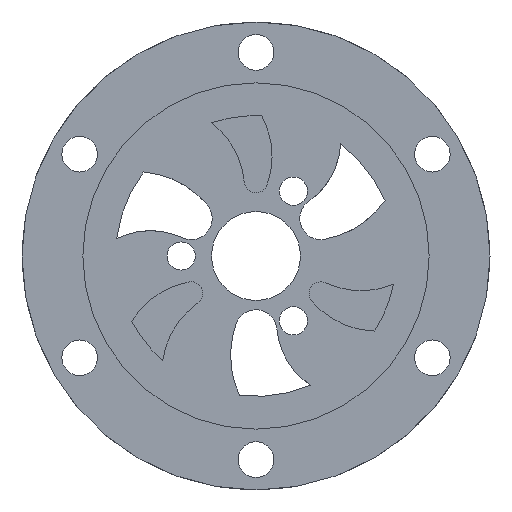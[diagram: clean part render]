
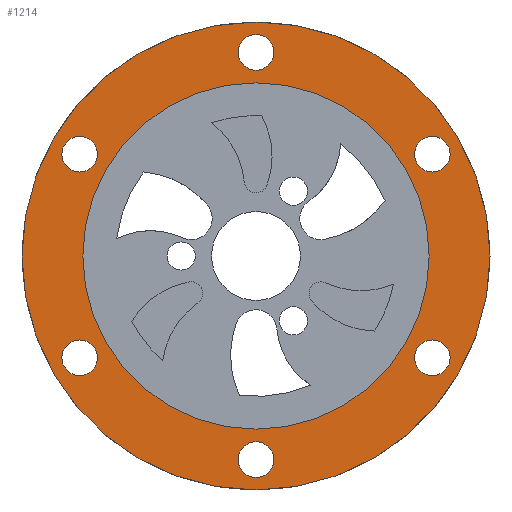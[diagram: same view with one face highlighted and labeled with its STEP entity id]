
A CAD part, front view. The second image highlights one B-rep face of the part: STEP entity #1214.
In plain terms, the highlighted planar face has unit normal (0, -1, 0).
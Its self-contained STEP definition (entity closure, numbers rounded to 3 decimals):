
#39=FACE_BOUND('',#338,.T.);
#40=FACE_BOUND('',#339,.T.);
#41=FACE_BOUND('',#340,.T.);
#42=FACE_BOUND('',#341,.T.);
#43=FACE_BOUND('',#342,.T.);
#44=FACE_BOUND('',#343,.T.);
#45=FACE_BOUND('',#344,.T.);
#126=CIRCLE('',#1343,1.905);
#127=CIRCLE('',#1345,1.905);
#128=CIRCLE('',#1347,1.905);
#129=CIRCLE('',#1349,1.905);
#130=CIRCLE('',#1351,1.905);
#131=CIRCLE('',#1353,1.905);
#138=CIRCLE('',#1362,25.);
#139=CIRCLE('',#1364,18.5);
#261=FACE_OUTER_BOUND('',#337,.T.);
#337=EDGE_LOOP('',(#1023));
#338=EDGE_LOOP('',(#1024));
#339=EDGE_LOOP('',(#1025));
#340=EDGE_LOOP('',(#1026));
#341=EDGE_LOOP('',(#1027));
#342=EDGE_LOOP('',(#1028));
#343=EDGE_LOOP('',(#1029));
#344=EDGE_LOOP('',(#1030));
#567=VERTEX_POINT('',#2198);
#568=VERTEX_POINT('',#2202);
#569=VERTEX_POINT('',#2206);
#570=VERTEX_POINT('',#2210);
#571=VERTEX_POINT('',#2214);
#572=VERTEX_POINT('',#2218);
#576=VERTEX_POINT('',#2232);
#577=VERTEX_POINT('',#2236);
#719=EDGE_CURVE('',#567,#567,#126,.T.);
#721=EDGE_CURVE('',#568,#568,#127,.T.);
#723=EDGE_CURVE('',#569,#569,#128,.T.);
#725=EDGE_CURVE('',#570,#570,#129,.T.);
#727=EDGE_CURVE('',#571,#571,#130,.T.);
#729=EDGE_CURVE('',#572,#572,#131,.T.);
#738=EDGE_CURVE('',#576,#576,#138,.T.);
#739=EDGE_CURVE('',#577,#577,#139,.T.);
#1023=ORIENTED_EDGE('',*,*,#738,.T.);
#1024=ORIENTED_EDGE('',*,*,#719,.T.);
#1025=ORIENTED_EDGE('',*,*,#721,.T.);
#1026=ORIENTED_EDGE('',*,*,#723,.T.);
#1027=ORIENTED_EDGE('',*,*,#725,.T.);
#1028=ORIENTED_EDGE('',*,*,#727,.T.);
#1029=ORIENTED_EDGE('',*,*,#729,.T.);
#1030=ORIENTED_EDGE('',*,*,#739,.T.);
#1169=PLANE('',#1366);
#1214=ADVANCED_FACE('',(#261,#39,#40,#41,#42,#43,#44,#45),#1169,.T.);
#1343=AXIS2_PLACEMENT_3D('',#2199,#1657,#1658);
#1345=AXIS2_PLACEMENT_3D('',#2203,#1662,#1663);
#1347=AXIS2_PLACEMENT_3D('',#2207,#1667,#1668);
#1349=AXIS2_PLACEMENT_3D('',#2211,#1672,#1673);
#1351=AXIS2_PLACEMENT_3D('',#2215,#1677,#1678);
#1353=AXIS2_PLACEMENT_3D('',#2219,#1682,#1683);
#1362=AXIS2_PLACEMENT_3D('',#2234,#1702,#1703);
#1364=AXIS2_PLACEMENT_3D('',#2237,#1706,#1707);
#1366=AXIS2_PLACEMENT_3D('',#2241,#1711,#1712);
#1657=DIRECTION('center_axis',(0.,1.,0.));
#1658=DIRECTION('ref_axis',(1.,0.,0.));
#1662=DIRECTION('center_axis',(0.,1.,0.));
#1663=DIRECTION('ref_axis',(1.,0.,0.));
#1667=DIRECTION('center_axis',(0.,1.,0.));
#1668=DIRECTION('ref_axis',(1.,0.,0.));
#1672=DIRECTION('center_axis',(0.,1.,0.));
#1673=DIRECTION('ref_axis',(1.,0.,0.));
#1677=DIRECTION('center_axis',(0.,1.,0.));
#1678=DIRECTION('ref_axis',(1.,0.,0.));
#1682=DIRECTION('center_axis',(0.,1.,0.));
#1683=DIRECTION('ref_axis',(1.,0.,0.));
#1702=DIRECTION('center_axis',(0.,-1.,0.));
#1703=DIRECTION('ref_axis',(1.,0.,0.));
#1706=DIRECTION('center_axis',(0.,1.,0.));
#1707=DIRECTION('ref_axis',(1.,0.,0.));
#1711=DIRECTION('center_axis',(0.,-1.,0.));
#1712=DIRECTION('ref_axis',(1.,0.,0.));
#2198=CARTESIAN_POINT('',(-1.905,27.,-21.75));
#2199=CARTESIAN_POINT('Origin',(0.,27.,
-21.75));
#2202=CARTESIAN_POINT('',(-20.741,27.,10.875));
#2203=CARTESIAN_POINT('Origin',(-18.836,27.,10.875));
#2206=CARTESIAN_POINT('',(16.931,27.,-10.875));
#2207=CARTESIAN_POINT('Origin',(18.836,27.,-10.875));
#2210=CARTESIAN_POINT('',(-20.741,27.,-10.875));
#2211=CARTESIAN_POINT('Origin',(-18.836,27.,-10.875));
#2214=CARTESIAN_POINT('',(-1.905,27.,21.75));
#2215=CARTESIAN_POINT('Origin',(0.,27.,
21.75));
#2218=CARTESIAN_POINT('',(16.931,27.,10.875));
#2219=CARTESIAN_POINT('Origin',(18.836,27.,10.875));
#2232=CARTESIAN_POINT('',(25.,27.,0.));
#2234=CARTESIAN_POINT('Origin',(0.,27.,
0.));
#2236=CARTESIAN_POINT('',(-18.5,27.,0.));
#2237=CARTESIAN_POINT('Origin',(0.,27.,0.));
#2241=CARTESIAN_POINT('Origin',(0.,27.,
0.));
